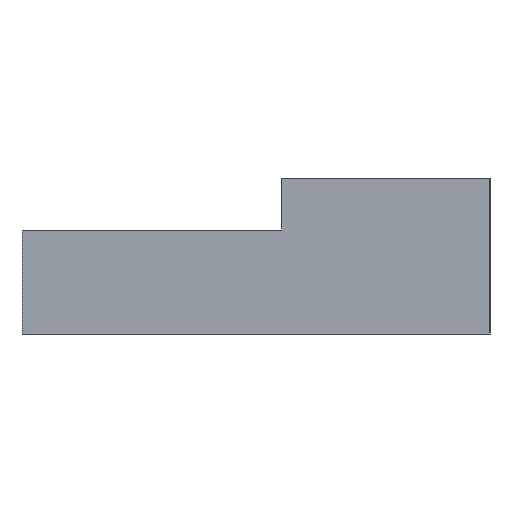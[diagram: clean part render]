
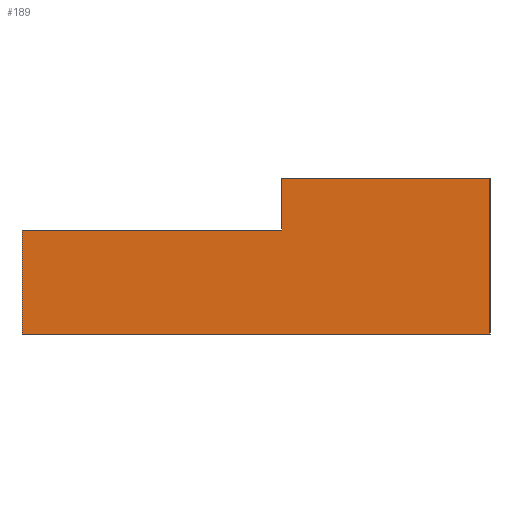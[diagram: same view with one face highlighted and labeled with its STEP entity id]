
A CAD part, left-side view. The second image highlights one B-rep face of the part: STEP entity #189.
In plain terms, the highlighted planar face has unit normal (-1, 0, 0).
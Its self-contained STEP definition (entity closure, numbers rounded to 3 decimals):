
#29=FACE_OUTER_BOUND('',#41,.T.);
#41=EDGE_LOOP('',(#149,#150,#151,#152,#153,#154));
#52=LINE('',#282,#72);
#58=LINE('',#295,#78);
#61=LINE('',#301,#81);
#63=LINE('',#308,#83);
#64=LINE('',#310,#84);
#65=LINE('',#311,#85);
#72=VECTOR('',#230,10.);
#78=VECTOR('',#240,10.);
#81=VECTOR('',#245,10.);
#83=VECTOR('',#253,10.);
#84=VECTOR('',#254,10.);
#85=VECTOR('',#255,10.);
#90=VERTEX_POINT('',#276);
#92=VERTEX_POINT('',#280);
#97=VERTEX_POINT('',#294);
#98=VERTEX_POINT('',#298);
#99=VERTEX_POINT('',#300);
#102=VERTEX_POINT('',#309);
#108=EDGE_CURVE('',#90,#92,#52,.T.);
#114=EDGE_CURVE('',#97,#90,#58,.T.);
#117=EDGE_CURVE('',#99,#98,#61,.T.);
#121=EDGE_CURVE('',#92,#99,#63,.T.);
#122=EDGE_CURVE('',#102,#98,#64,.T.);
#123=EDGE_CURVE('',#102,#97,#65,.T.);
#149=ORIENTED_EDGE('',*,*,#108,.T.);
#150=ORIENTED_EDGE('',*,*,#121,.T.);
#151=ORIENTED_EDGE('',*,*,#117,.T.);
#152=ORIENTED_EDGE('',*,*,#122,.F.);
#153=ORIENTED_EDGE('',*,*,#123,.T.);
#154=ORIENTED_EDGE('',*,*,#114,.T.);
#181=PLANE('',#215);
#189=ADVANCED_FACE('',(#29),#181,.T.);
#215=AXIS2_PLACEMENT_3D('',#307,#251,#252);
#230=DIRECTION('',(0.,1.,0.));
#240=DIRECTION('',(0.,0.,1.));
#245=DIRECTION('',(0.,1.,0.));
#251=DIRECTION('center_axis',(-1.,0.,0.));
#252=DIRECTION('ref_axis',(0.,-1.,0.));
#253=DIRECTION('',(0.,0.,-1.));
#254=DIRECTION('',(0.,0.,1.));
#255=DIRECTION('',(0.,-1.,0.));
#276=CARTESIAN_POINT('',(-189.089,156.331,3.));
#280=CARTESIAN_POINT('',(-189.089,160.331,3.));
#282=CARTESIAN_POINT('',(-189.089,161.831,3.));
#294=CARTESIAN_POINT('',(-189.089,156.331,0.));
#295=CARTESIAN_POINT('',(-189.089,156.331,0.));
#298=CARTESIAN_POINT('',(-189.089,165.331,2.));
#300=CARTESIAN_POINT('',(-189.089,160.331,2.));
#301=CARTESIAN_POINT('',(-189.089,164.081,2.));
#307=CARTESIAN_POINT('Origin',(-189.089,165.331,0.));
#308=CARTESIAN_POINT('',(-189.089,160.331,1.5));
#309=CARTESIAN_POINT('',(-189.089,165.331,0.));
#310=CARTESIAN_POINT('',(-189.089,165.331,0.));
#311=CARTESIAN_POINT('',(-189.089,165.331,0.));
